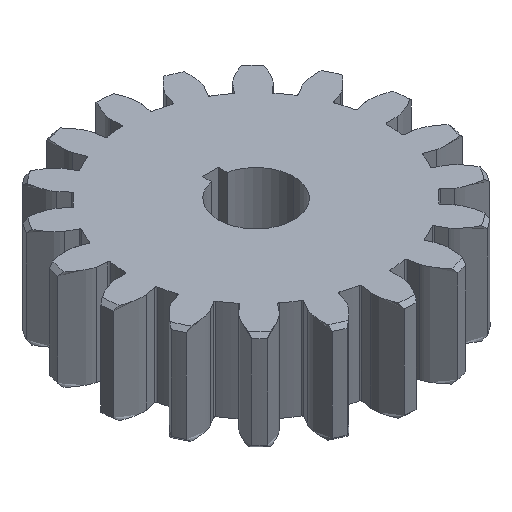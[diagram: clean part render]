
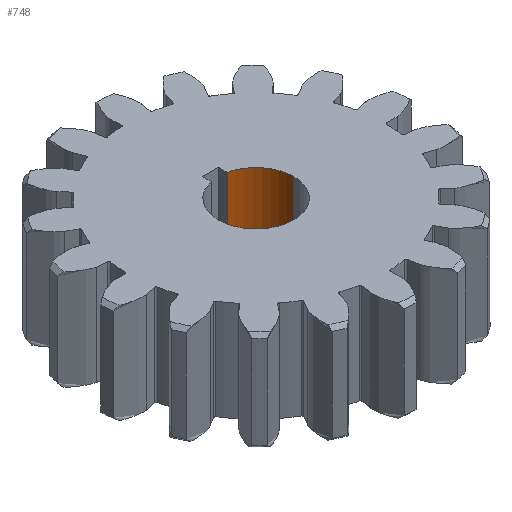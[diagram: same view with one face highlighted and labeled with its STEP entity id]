
A CAD part, isometric view. The second image highlights one B-rep face of the part: STEP entity #748.
In plain terms, the highlighted cylindrical face has radius 2.388 mm (diameter 4.775 mm), a partial arc.
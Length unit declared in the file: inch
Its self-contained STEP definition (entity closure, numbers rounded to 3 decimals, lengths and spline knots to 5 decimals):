
#119 = CARTESIAN_POINT ( 'NONE',  ( 0.02, 0.09185, 0.125 ) ) ;
#135 = DIRECTION ( 'NONE',  ( 0., 0., 1. ) ) ;
#335 = EDGE_CURVE ( 'NONE', #877, #7617, #7121, .T. ) ;
#480 = VECTOR ( 'NONE', #1210, 39.37008 ) ;
#506 = CARTESIAN_POINT ( 'NONE',  ( 0., 0., -0.125 ) ) ;
#748 = ADVANCED_FACE ( 'NONE', ( #1268 ), #5244, .F. ) ;
#877 = VERTEX_POINT ( 'NONE', #1756 ) ;
#1102 = VECTOR ( 'NONE', #5629, 39.37008 ) ;
#1210 = DIRECTION ( 'NONE',  ( 0., 0., 1. ) ) ;
#1268 = FACE_OUTER_BOUND ( 'NONE', #3614, .T. ) ;
#1322 = DIRECTION ( 'NONE',  ( 0., 0., 1. ) ) ;
#1419 = ORIENTED_EDGE ( 'NONE', *, *, #2046, .F. ) ;
#1445 = VERTEX_POINT ( 'NONE', #8134 ) ;
#1756 = CARTESIAN_POINT ( 'NONE',  ( 0.094, 0., 0.125 ) ) ;
#1966 = CARTESIAN_POINT ( 'NONE',  ( 0.02, 0.09185, -0.125 ) ) ;
#2046 = EDGE_CURVE ( 'NONE', #2695, #7617, #7071, .T. ) ;
#2118 = CIRCLE ( 'NONE', #7196, 0.094 ) ;
#2170 = DIRECTION ( 'NONE',  ( 0., 0., 1. ) ) ;
#2695 = VERTEX_POINT ( 'NONE', #1966 ) ;
#2922 = DIRECTION ( 'NONE',  ( 1., 0., 0. ) ) ;
#3153 = AXIS2_PLACEMENT_3D ( 'NONE', #7400, #2170, #2922 ) ;
#3614 = EDGE_LOOP ( 'NONE', ( #4592, #9222, #5637, #1419 ) ) ;
#4298 = CARTESIAN_POINT ( 'NONE',  ( 0.094, 0., -0.125 ) ) ;
#4307 = DIRECTION ( 'NONE',  ( 1., 0., 0. ) ) ;
#4592 = ORIENTED_EDGE ( 'NONE', *, *, #9477, .F. ) ;
#4694 = CARTESIAN_POINT ( 'NONE',  ( 0., 0., -0.125 ) ) ;
#5244 = CYLINDRICAL_SURFACE ( 'NONE', #9838, 0.094 ) ;
#5629 = DIRECTION ( 'NONE',  ( 0., 0., 1. ) ) ;
#5637 = ORIENTED_EDGE ( 'NONE', *, *, #335, .T. ) ;
#7071 = LINE ( 'NONE', #9471, #1102 ) ;
#7121 = CIRCLE ( 'NONE', #3153, 0.094 ) ;
#7156 = EDGE_CURVE ( 'NONE', #1445, #877, #8830, .T. ) ;
#7196 = AXIS2_PLACEMENT_3D ( 'NONE', #4694, #135, #9128 ) ;
#7400 = CARTESIAN_POINT ( 'NONE',  ( 0., 0., 0.125 ) ) ;
#7617 = VERTEX_POINT ( 'NONE', #119 ) ;
#8134 = CARTESIAN_POINT ( 'NONE',  ( 0.094, 0., -0.125 ) ) ;
#8830 = LINE ( 'NONE', #4298, #480 ) ;
#9128 = DIRECTION ( 'NONE',  ( 1., 0., 0. ) ) ;
#9222 = ORIENTED_EDGE ( 'NONE', *, *, #7156, .T. ) ;
#9471 = CARTESIAN_POINT ( 'NONE',  ( 0.02, 0.09185, -0.125 ) ) ;
#9477 = EDGE_CURVE ( 'NONE', #1445, #2695, #2118, .T. ) ;
#9838 = AXIS2_PLACEMENT_3D ( 'NONE', #506, #1322, #4307 ) ;
